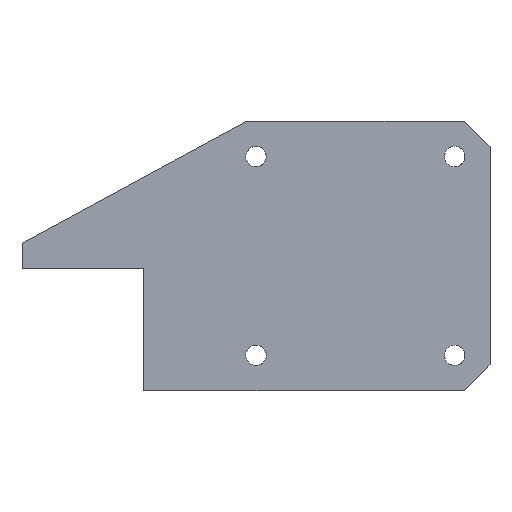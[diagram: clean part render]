
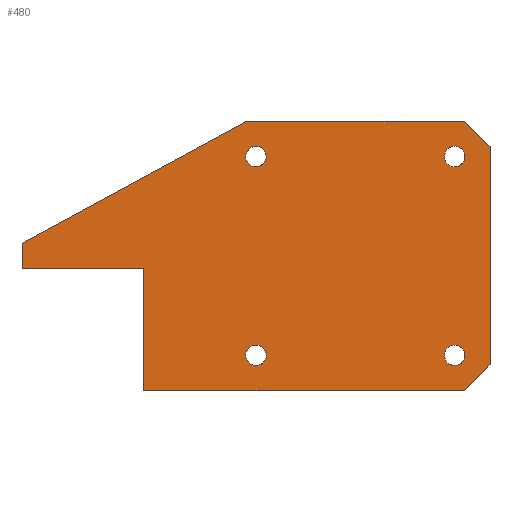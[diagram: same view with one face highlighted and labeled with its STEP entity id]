
A CAD part, top view. The second image highlights one B-rep face of the part: STEP entity #480.
In plain terms, the highlighted planar face has unit normal (0, 0, 1).
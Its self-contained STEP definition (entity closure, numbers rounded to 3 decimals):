
#24=CIRCLE('',#526,1.6);
#25=CIRCLE('',#527,1.6);
#26=CIRCLE('',#528,1.6);
#27=CIRCLE('',#529,1.6);
#93=ORIENTED_EDGE('',*,*,#200,.T.);
#94=ORIENTED_EDGE('',*,*,#201,.T.);
#95=ORIENTED_EDGE('',*,*,#202,.T.);
#96=ORIENTED_EDGE('',*,*,#203,.T.);
#97=ORIENTED_EDGE('',*,*,#167,.F.);
#98=ORIENTED_EDGE('',*,*,#196,.F.);
#99=ORIENTED_EDGE('',*,*,#191,.F.);
#100=ORIENTED_EDGE('',*,*,#187,.F.);
#101=ORIENTED_EDGE('',*,*,#182,.F.);
#102=ORIENTED_EDGE('',*,*,#178,.F.);
#103=ORIENTED_EDGE('',*,*,#175,.F.);
#104=ORIENTED_EDGE('',*,*,#172,.F.);
#105=ORIENTED_EDGE('',*,*,#169,.F.);
#167=EDGE_CURVE('',#228,#229,#271,.T.);
#169=EDGE_CURVE('',#229,#230,#273,.T.);
#172=EDGE_CURVE('',#230,#232,#276,.T.);
#175=EDGE_CURVE('',#232,#234,#279,.T.);
#178=EDGE_CURVE('',#234,#236,#282,.T.);
#182=EDGE_CURVE('',#236,#238,#286,.T.);
#187=EDGE_CURVE('',#238,#240,#291,.T.);
#191=EDGE_CURVE('',#240,#245,#294,.T.);
#196=EDGE_CURVE('',#245,#228,#298,.T.);
#200=EDGE_CURVE('',#250,#250,#24,.T.);
#201=EDGE_CURVE('',#251,#251,#25,.T.);
#202=EDGE_CURVE('',#252,#252,#26,.T.);
#203=EDGE_CURVE('',#253,#253,#27,.T.);
#228=VERTEX_POINT('',#702);
#229=VERTEX_POINT('',#704);
#230=VERTEX_POINT('',#708);
#232=VERTEX_POINT('',#714);
#234=VERTEX_POINT('',#720);
#236=VERTEX_POINT('',#726);
#238=VERTEX_POINT('',#733);
#240=VERTEX_POINT('',#738);
#245=VERTEX_POINT('',#751);
#250=VERTEX_POINT('',#768);
#251=VERTEX_POINT('',#770);
#252=VERTEX_POINT('',#772);
#253=VERTEX_POINT('',#774);
#271=LINE('',#703,#321);
#273=LINE('',#707,#323);
#276=LINE('',#713,#326);
#279=LINE('',#719,#329);
#282=LINE('',#725,#332);
#286=LINE('',#732,#336);
#291=LINE('',#742,#341);
#294=LINE('',#750,#344);
#298=LINE('',#759,#348);
#321=VECTOR('',#568,1000.);
#323=VECTOR('',#572,1000.);
#326=VECTOR('',#577,1000.);
#329=VECTOR('',#582,1000.);
#332=VECTOR('',#587,1000.);
#336=VECTOR('',#593,1000.);
#341=VECTOR('',#600,1000.);
#344=VECTOR('',#607,1000.);
#348=VECTOR('',#615,1000.);
#378=EDGE_LOOP('',(#93));
#379=EDGE_LOOP('',(#94));
#380=EDGE_LOOP('',(#95));
#381=EDGE_LOOP('',(#96));
#382=EDGE_LOOP('',(#97,#98,#99,#100,#101,#102,#103,#104,#105));
#422=FACE_BOUND('',#378,.T.);
#423=FACE_BOUND('',#379,.T.);
#424=FACE_BOUND('',#380,.T.);
#425=FACE_BOUND('',#381,.T.);
#426=FACE_BOUND('',#382,.T.);
#460=PLANE('',#525);
#480=ADVANCED_FACE('',(#422,#423,#424,#425,#426),#460,.F.);
#525=AXIS2_PLACEMENT_3D('',#766,#623,#624);
#526=AXIS2_PLACEMENT_3D('',#767,#625,#626);
#527=AXIS2_PLACEMENT_3D('',#769,#627,#628);
#528=AXIS2_PLACEMENT_3D('',#771,#629,#630);
#529=AXIS2_PLACEMENT_3D('',#773,#631,#632);
#568=DIRECTION('',(0.,1.,0.));
#572=DIRECTION('',(0.879,0.477,0.));
#577=DIRECTION('',(1.,0.,0.));
#582=DIRECTION('',(0.707,-0.707,0.));
#587=DIRECTION('',(0.,-1.,0.));
#593=DIRECTION('',(-0.707,-0.707,0.));
#600=DIRECTION('',(-1.,0.,0.));
#607=DIRECTION('',(0.,1.,0.));
#615=DIRECTION('',(-1.,0.,0.));
#623=DIRECTION('',(0.,0.,-1.));
#624=DIRECTION('',(-1.,0.,0.));
#625=DIRECTION('',(0.,0.,-1.));
#626=DIRECTION('',(-1.,0.,0.));
#627=DIRECTION('',(0.,0.,-1.));
#628=DIRECTION('',(-1.,0.,0.));
#629=DIRECTION('',(0.,0.,-1.));
#630=DIRECTION('',(-1.,0.,0.));
#631=DIRECTION('',(0.,0.,-1.));
#632=DIRECTION('',(-1.,0.,0.));
#702=CARTESIAN_POINT('',(-29.,173.,-326.));
#703=CARTESIAN_POINT('',(-29.,173.,-326.));
#704=CARTESIAN_POINT('',(-29.,177.,-326.));
#707=CARTESIAN_POINT('',(-29.,177.,-326.));
#708=CARTESIAN_POINT('',(6.,196.,-326.));
#713=CARTESIAN_POINT('',(6.,196.,-326.));
#714=CARTESIAN_POINT('',(40.,196.,-326.));
#719=CARTESIAN_POINT('',(40.,196.,-326.));
#720=CARTESIAN_POINT('',(44.,192.,-326.));
#725=CARTESIAN_POINT('',(44.,192.,-326.));
#726=CARTESIAN_POINT('',(44.,158.,-326.));
#732=CARTESIAN_POINT('',(44.,158.,-326.));
#733=CARTESIAN_POINT('',(40.,154.,-326.));
#738=CARTESIAN_POINT('',(-10.,154.,-326.));
#742=CARTESIAN_POINT('',(6.,154.,-326.));
#750=CARTESIAN_POINT('',(-10.,154.,-326.));
#751=CARTESIAN_POINT('',(-10.,173.,-326.));
#759=CARTESIAN_POINT('',(-10.,173.,-326.));
#766=CARTESIAN_POINT('',(0.,0.,-326.));
#767=CARTESIAN_POINT('',(38.5,190.5,-326.));
#768=CARTESIAN_POINT('',(36.9,190.5,-326.));
#769=CARTESIAN_POINT('',(7.5,190.5,-326.));
#770=CARTESIAN_POINT('',(5.9,190.5,-326.));
#771=CARTESIAN_POINT('',(7.5,159.5,-326.));
#772=CARTESIAN_POINT('',(5.9,159.5,-326.));
#773=CARTESIAN_POINT('',(38.5,159.5,-326.));
#774=CARTESIAN_POINT('',(36.9,159.5,-326.));
